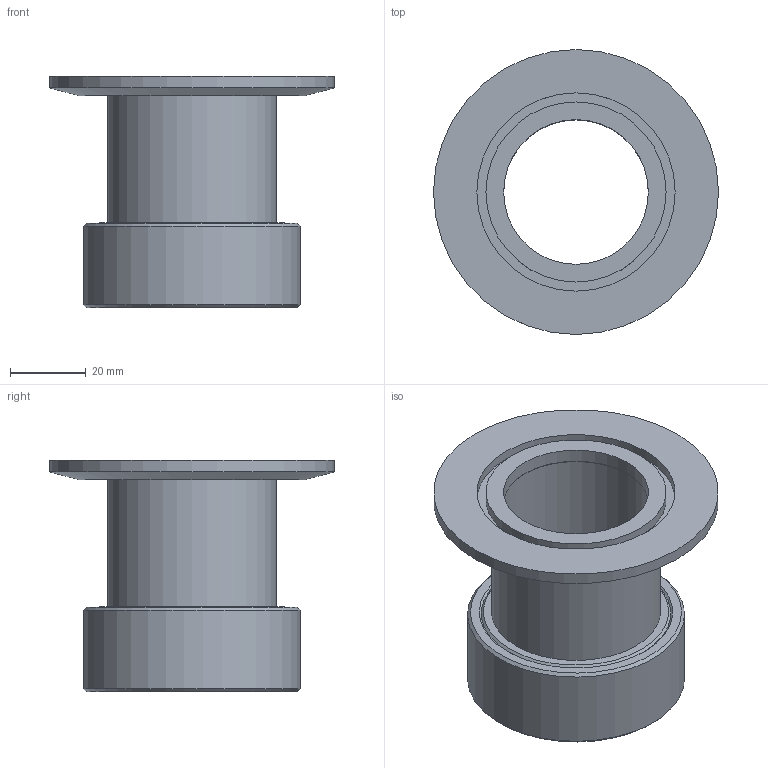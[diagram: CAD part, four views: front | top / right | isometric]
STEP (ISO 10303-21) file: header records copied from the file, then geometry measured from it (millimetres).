
FILE_DESCRIPTION(/* description */ (''),/* implementation_level */ '2;1');
FILE_NAME(/* name */ '1000021a.stp',/* time_stamp */ '2019-07-18T09:36:24-04:00',/* author */ ('Glen_C'),/* organization */ (''),/* preprocessor_version */ 'ST-DEVELOPER v16.13',/* originating_system */ 'Autodesk Inventor 2018',/* authorisation */ '');
FILE_SCHEMA (('AUTOMOTIVE_DESIGN { 1 0 10303 214 3 1 1 }'));
Length unit declared in the file: inch
Products named in the file (1): 1000021_S
Bounding box: 75.01 x 75.01 x 60.96 mm (x, y, z)
Volume: 57567.4 mm3; surface area: 30183.1 mm2
Topology: 1 solids, 4 shells, 41 faces, 73 edges, 47 vertices
Faces by surface type: cylinder 16, plane 15, cone 6, torus 4
Full cylindrical faces by diameter (mm): 38.1 x2, 38.481 x3, 44.45 x3, 44.577 x1, 47.422 x1, 48.514 x2, 49.428 x1, 52.197 x1, 57.15 x1, 75.006 x1
Entity records: 954 total; most frequent: DIRECTION 168, CARTESIAN_POINT 126, ORIENTED_EDGE 84, AXIS2_PLACEMENT_3D 84, EDGE_LOOP 82, CIRCLE 42, VERTEX_POINT 42, EDGE_CURVE 42
